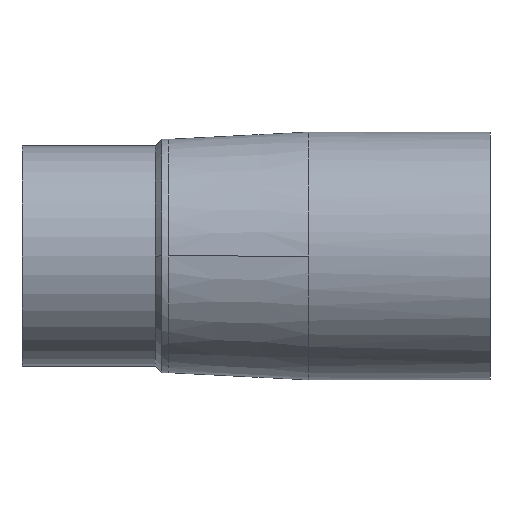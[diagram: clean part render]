
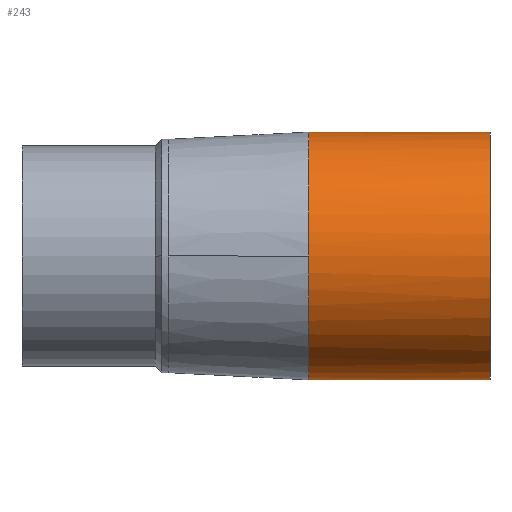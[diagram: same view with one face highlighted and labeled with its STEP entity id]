
A CAD part, front view. The second image highlights one B-rep face of the part: STEP entity #243.
In plain terms, the highlighted cylindrical face has radius 90 mm (diameter 180 mm), a partial arc.
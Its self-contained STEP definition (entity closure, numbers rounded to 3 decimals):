
#127 = VERTEX_POINT( '', #341 );
#133 = VERTEX_POINT( '', #347 );
#143 = EDGE_CURVE( '', #209, #127, #357, .T. );
#159 = EDGE_CURVE( '', #309, #133, #375, .T. );
#161 = EDGE_CURVE( '', #127, #259, #377, .T. );
#209 = VERTEX_POINT( '', #432 );
#243 = ADVANCED_FACE( '', ( #467 ), #468, .T. );
#257 = EDGE_CURVE( '', #259, #309, #488, .T. );
#259 = VERTEX_POINT( '', #490 );
#305 = EDGE_CURVE( '', #133, #209, #538, .T. );
#309 = VERTEX_POINT( '', #542 );
#341 = CARTESIAN_POINT( '', ( 340., 0., -90. ) );
#347 = CARTESIAN_POINT( '', ( 208.5, -90., 0. ) );
#357 = LINE( '', #635, #636 );
#375 = B_SPLINE_CURVE_WITH_KNOTS( '', 3, ( #920, #921, #922, #923, #924, #925, #926, #927, #928, #929, #930 ), .UNSPECIFIED., .F., .F., ( 4, 1, 1, 1, 1, 1, 1, 1, 4 ), ( 1.571, 1.767, 1.963, 2.16, 2.356, 2.553, 2.749, 2.945, 3.142 ), .UNSPECIFIED. );
#377 = CIRCLE( '', #933, 90. );
#432 = CARTESIAN_POINT( '', ( 208.5, 0., -90. ) );
#467 = FACE_OUTER_BOUND( '', #1672, .T. );
#468 = CYLINDRICAL_SURFACE( '', #1673, 90. );
#488 = LINE( '', #1957, #1958 );
#490 = CARTESIAN_POINT( '', ( 340., 0., 90. ) );
#538 = B_SPLINE_CURVE_WITH_KNOTS( '', 3, ( #2084, #2085, #2086, #2087, #2088, #2089, #2090, #2091, #2092, #2093, #2094 ), .UNSPECIFIED., .F., .F., ( 4, 1, 1, 1, 1, 1, 1, 1, 4 ), ( 3.142, 3.338, 3.534, 3.731, 3.927, 4.123, 4.32, 4.516, 4.712 ), .UNSPECIFIED. );
#542 = CARTESIAN_POINT( '', ( 208.5, 0., 90. ) );
#635 = CARTESIAN_POINT( '', ( 208.5, 0., -90. ) );
#636 = VECTOR( '', #2119, 1. );
#920 = CARTESIAN_POINT( '', ( 208.5, 0., 90. ) );
#921 = CARTESIAN_POINT( '', ( 208.5, -5.89, 90. ) );
#922 = CARTESIAN_POINT( '', ( 208.5, -17.671, 88.84 ) );
#923 = CARTESIAN_POINT( '', ( 208.5, -34.664, 83.685 ) );
#924 = CARTESIAN_POINT( '', ( 208.5, -50.324, 75.315 ) );
#925 = CARTESIAN_POINT( '', ( 208.5, -64.05, 64.05 ) );
#926 = CARTESIAN_POINT( '', ( 208.5, -75.315, 50.324 ) );
#927 = CARTESIAN_POINT( '', ( 208.5, -83.685, 34.663 ) );
#928 = CARTESIAN_POINT( '', ( 208.5, -88.84, 17.671 ) );
#929 = CARTESIAN_POINT( '', ( 208.5, -90., 5.89 ) );
#930 = CARTESIAN_POINT( '', ( 208.5, -90., 0. ) );
#933 = AXIS2_PLACEMENT_3D( '', #2142, #2143, #2144 );
#1672 = EDGE_LOOP( '', ( #2232, #2233, #2234, #2235, #2236 ) );
#1673 = AXIS2_PLACEMENT_3D( '', #2237, #2238, #2239 );
#1957 = CARTESIAN_POINT( '', ( 208.5, 0., 90. ) );
#1958 = VECTOR( '', #2284, 1. );
#2084 = CARTESIAN_POINT( '', ( 208.5, -90., 0. ) );
#2085 = CARTESIAN_POINT( '', ( 208.5, -90., -5.89 ) );
#2086 = CARTESIAN_POINT( '', ( 208.5, -88.84, -17.671 ) );
#2087 = CARTESIAN_POINT( '', ( 208.5, -83.685, -34.664 ) );
#2088 = CARTESIAN_POINT( '', ( 208.5, -75.315, -50.324 ) );
#2089 = CARTESIAN_POINT( '', ( 208.5, -64.05, -64.05 ) );
#2090 = CARTESIAN_POINT( '', ( 208.5, -50.324, -75.315 ) );
#2091 = CARTESIAN_POINT( '', ( 208.5, -34.663, -83.685 ) );
#2092 = CARTESIAN_POINT( '', ( 208.5, -17.671, -88.84 ) );
#2093 = CARTESIAN_POINT( '', ( 208.5, -5.89, -90. ) );
#2094 = CARTESIAN_POINT( '', ( 208.5, 0., -90. ) );
#2119 = DIRECTION( '', ( 1., 0., 0. ) );
#2142 = CARTESIAN_POINT( '', ( 340., 0., 0. ) );
#2143 = DIRECTION( '', ( -1., 0., 0. ) );
#2144 = DIRECTION( '', ( 0., 0., -1. ) );
#2232 = ORIENTED_EDGE( '', *, *, #143, .T. );
#2233 = ORIENTED_EDGE( '', *, *, #161, .T. );
#2234 = ORIENTED_EDGE( '', *, *, #257, .T. );
#2235 = ORIENTED_EDGE( '', *, *, #159, .T. );
#2236 = ORIENTED_EDGE( '', *, *, #305, .T. );
#2237 = CARTESIAN_POINT( '', ( 208.5, 0., 0. ) );
#2238 = DIRECTION( '', ( -1., 0., 0. ) );
#2239 = DIRECTION( '', ( 0., 0., -1. ) );
#2284 = DIRECTION( '', ( -1., 0., 0. ) );
